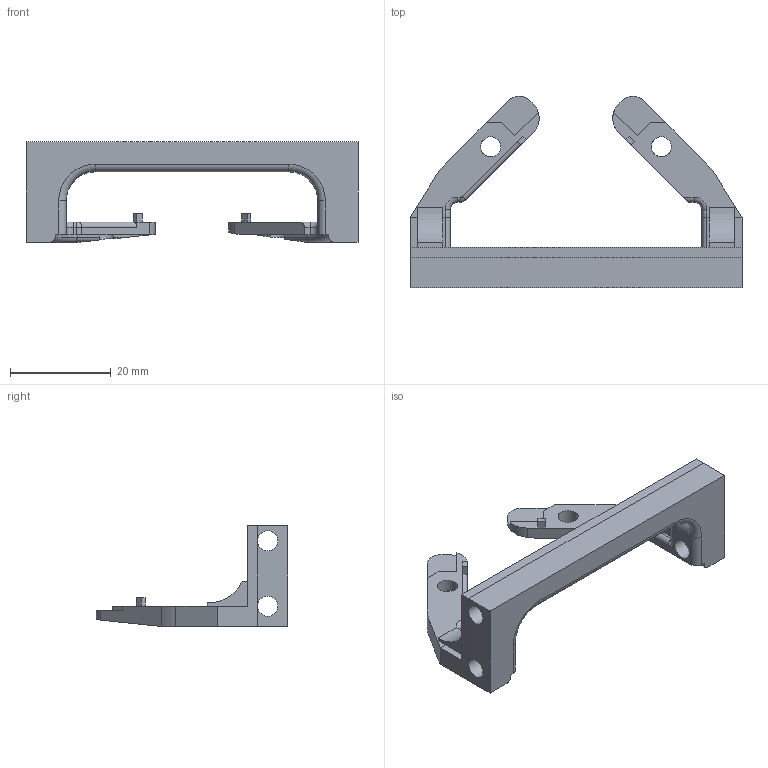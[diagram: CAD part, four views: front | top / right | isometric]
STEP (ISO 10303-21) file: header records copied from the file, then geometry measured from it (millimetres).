
FILE_DESCRIPTION(('FreeCAD Model'),'2;1');
FILE_NAME('Open CASCADE Shape Model','2022-01-24T22:17:11',('Author'),( ''),'Open CASCADE STEP processor 7.5','FreeCAD','Unknown');
FILE_SCHEMA(('AUTOMOTIVE_DESIGN { 1 0 10303 214 1 1 1 1 }'));
Length unit declared in the file: millimetre
Products named in the file (1): holder
Bounding box: 66 x 38.09 x 20 mm (x, y, z)
Volume: 5676 mm3; surface area: 5318.9 mm2
Topology: 1 solids, 1 shells, 120 faces, 332 edges, 208 vertices
Faces by surface type: plane 69, cylinder 42, torus 8, revolution 1
Full cylindrical faces by diameter (mm): 4 x5
Entity records: 8630 total; most frequent: CARTESIAN_POINT 1917, DIRECTION 1284, LINE 816, VECTOR 816, ORIENTED_EDGE 664, PCURVE 664, DEFINITIONAL_REPRESENTATION 664, EDGE_CURVE 332
